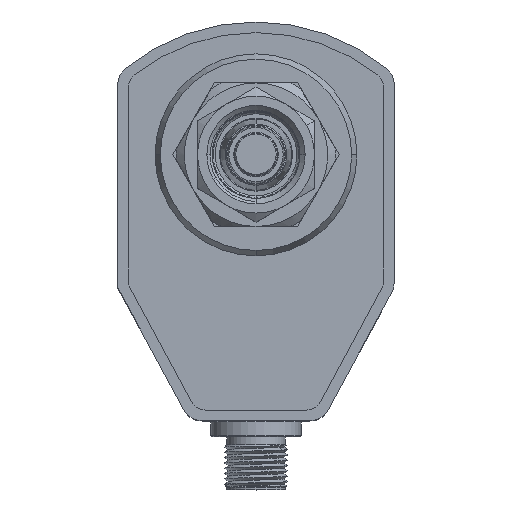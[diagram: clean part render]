
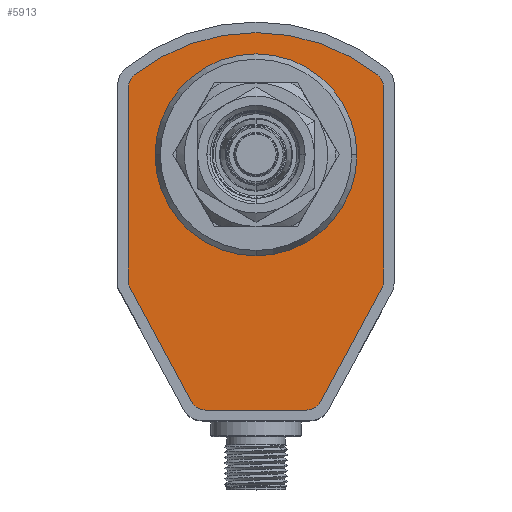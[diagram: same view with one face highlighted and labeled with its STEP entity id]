
A CAD part, top view. The second image highlights one B-rep face of the part: STEP entity #5913.
In plain terms, the highlighted planar face has unit normal (0, 0, 1).
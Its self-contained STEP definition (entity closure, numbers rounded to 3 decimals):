
#53 = EDGE_CURVE ( 'NONE', #20010, #28314, #6922, .T. ) ;
#68 = CIRCLE ( 'NONE', #6593, 3. ) ;
#177 = CIRCLE ( 'NONE', #16069, 19. ) ;
#872 = ORIENTED_EDGE ( 'NONE', *, *, #1191, .T. ) ;
#1191 = EDGE_CURVE ( 'NONE', #22539, #9978, #29124, .T. ) ;
#1460 = VERTEX_POINT ( 'NONE', #8003 ) ;
#1675 = CARTESIAN_POINT ( 'NONE',  ( 22.864, 40.035, 2. ) ) ;
#2200 = DIRECTION ( 'NONE',  ( 0., 1., 0. ) ) ;
#2291 = DIRECTION ( 'NONE',  ( -0.88, -0.475, 0. ) ) ;
#2442 = EDGE_CURVE ( 'NONE', #22981, #22539, #23602, .T. ) ;
#2652 = EDGE_CURVE ( 'NONE', #1460, #9192, #177, .T. ) ;
#2656 = DIRECTION ( 'NONE',  ( 0., 0., 1. ) ) ;
#2824 = VECTOR ( 'NONE', #2200, 1000. ) ;
#3088 = CARTESIAN_POINT ( 'NONE',  ( -24., 37.685, 2. ) ) ;
#3178 = AXIS2_PLACEMENT_3D ( 'NONE', #5006, #2656, #16499 ) ;
#3487 = VECTOR ( 'NONE', #15924, 1000. ) ;
#3905 = ORIENTED_EDGE ( 'NONE', *, *, #25570, .T. ) ;
#4230 = ORIENTED_EDGE ( 'NONE', *, *, #53, .T. ) ;
#4362 = EDGE_LOOP ( 'NONE', ( #28921, #15398, #21308 ) ) ;
#4625 = EDGE_CURVE ( 'NONE', #16945, #20010, #28810, .T. ) ;
#5006 = CARTESIAN_POINT ( 'NONE',  ( 21., 1.264, 2. ) ) ;
#5507 = EDGE_CURVE ( 'NONE', #19755, #16945, #10509, .T. ) ;
#5773 = DIRECTION ( 'NONE',  ( 1., 0., 0. ) ) ;
#5779 = CARTESIAN_POINT ( 'NONE',  ( -23.64, -0.162, 2. ) ) ;
#5787 = ORIENTED_EDGE ( 'NONE', *, *, #4625, .T. ) ;
#5913 = ADVANCED_FACE ( 'NONE', ( #13758, #29816 ), #5943, .T. ) ;
#5943 = PLANE ( 'NONE',  #21123 ) ;
#6156 = EDGE_CURVE ( 'NONE', #25273, #19755, #29105, .T. ) ;
#6585 = DIRECTION ( 'NONE',  ( 0., 0., 1. ) ) ;
#6593 = AXIS2_PLACEMENT_3D ( 'NONE', #13516, #6585, #27715 ) ;
#6890 = VERTEX_POINT ( 'NONE', #28498 ) ;
#6922 = CIRCLE ( 'NONE', #18357, 36.8 ) ;
#7359 = CIRCLE ( 'NONE', #15932, 3. ) ;
#8003 = CARTESIAN_POINT ( 'NONE',  ( -19., 25., 2. ) ) ;
#8485 = VERTEX_POINT ( 'NONE', #16307 ) ;
#8929 = AXIS2_PLACEMENT_3D ( 'NONE', #22184, #24934, #29427 ) ;
#9008 = VERTEX_POINT ( 'NONE', #9313 ) ;
#9192 = VERTEX_POINT ( 'NONE', #17528 ) ;
#9313 = CARTESIAN_POINT ( 'NONE',  ( 9.518, -23., 2. ) ) ;
#9364 = CARTESIAN_POINT ( 'NONE',  ( 23.64, -0.162, 2. ) ) ;
#9426 = DIRECTION ( 'NONE',  ( 0., 0., 1. ) ) ;
#9752 = CARTESIAN_POINT ( 'NONE',  ( 19., 25., 2. ) ) ;
#9978 = VERTEX_POINT ( 'NONE', #11292 ) ;
#10185 = CARTESIAN_POINT ( 'NONE',  ( -24., 37.685, 2. ) ) ;
#10493 = EDGE_CURVE ( 'NONE', #9192, #18642, #25094, .T. ) ;
#10509 = LINE ( 'NONE', #16115, #2824 ) ;
#10664 = ORIENTED_EDGE ( 'NONE', *, *, #25640, .T. ) ;
#11090 = CARTESIAN_POINT ( 'NONE',  ( 0., 11.2, 2. ) ) ;
#11191 = CARTESIAN_POINT ( 'NONE',  ( 12.157, -21.425, 2. ) ) ;
#11292 = CARTESIAN_POINT ( 'NONE',  ( -23.64, -0.162, 2. ) ) ;
#12371 = ORIENTED_EDGE ( 'NONE', *, *, #6156, .T. ) ;
#12484 = DIRECTION ( 'NONE',  ( -1., 0., 0. ) ) ;
#12677 = CARTESIAN_POINT ( 'NONE',  ( 0., 0., 2. ) ) ;
#13264 = DIRECTION ( 'NONE',  ( 0., 0., 1. ) ) ;
#13419 = LINE ( 'NONE', #5779, #19968 ) ;
#13428 = DIRECTION ( 'NONE',  ( 0.621, 0.784, 0. ) ) ;
#13516 = CARTESIAN_POINT ( 'NONE',  ( -21., 37.685, 2. ) ) ;
#13758 = FACE_OUTER_BOUND ( 'NONE', #18459, .T. ) ;
#13979 = CARTESIAN_POINT ( 'NONE',  ( 0., 25., 2. ) ) ;
#14432 = AXIS2_PLACEMENT_3D ( 'NONE', #26600, #17363, #5773 ) ;
#15300 = DIRECTION ( 'NONE',  ( 0., 0., 1. ) ) ;
#15306 = CARTESIAN_POINT ( 'NONE',  ( 21., 37.685, 2. ) ) ;
#15398 = ORIENTED_EDGE ( 'NONE', *, *, #10493, .F. ) ;
#15924 = DIRECTION ( 'NONE',  ( 0.475, 0.88, 0. ) ) ;
#15932 = AXIS2_PLACEMENT_3D ( 'NONE', #27804, #23241, #20452 ) ;
#16069 = AXIS2_PLACEMENT_3D ( 'NONE', #13979, #28097, #22883 ) ;
#16115 = CARTESIAN_POINT ( 'NONE',  ( 24., 1.264, 2. ) ) ;
#16307 = CARTESIAN_POINT ( 'NONE',  ( -9.518, -23., 2. ) ) ;
#16329 = ORIENTED_EDGE ( 'NONE', *, *, #21633, .T. ) ;
#16499 = DIRECTION ( 'NONE',  ( 0.88, -0.475, 0. ) ) ;
#16945 = VERTEX_POINT ( 'NONE', #25681 ) ;
#17342 = VECTOR ( 'NONE', #26578, 1000. ) ;
#17363 = DIRECTION ( 'NONE',  ( 0., 0., 1. ) ) ;
#17528 = CARTESIAN_POINT ( 'NONE',  ( 0., 6., 2. ) ) ;
#18114 = CIRCLE ( 'NONE', #29534, 3. ) ;
#18357 = AXIS2_PLACEMENT_3D ( 'NONE', #11090, #27422, #13428 ) ;
#18459 = EDGE_LOOP ( 'NONE', ( #10664, #27073, #872, #21398, #28524, #19925, #3905, #16329, #12371, #26824, #5787, #4230 ) ) ;
#18642 = VERTEX_POINT ( 'NONE', #9752 ) ;
#18664 = CARTESIAN_POINT ( 'NONE',  ( -9.518, -20., 2. ) ) ;
#18692 = CARTESIAN_POINT ( 'NONE',  ( -21., 1.264, 2. ) ) ;
#19755 = VERTEX_POINT ( 'NONE', #28021 ) ;
#19925 = ORIENTED_EDGE ( 'NONE', *, *, #26642, .T. ) ;
#19968 = VECTOR ( 'NONE', #22086, 1000. ) ;
#20005 = DIRECTION ( 'NONE',  ( 1., 0., 0. ) ) ;
#20007 = CARTESIAN_POINT ( 'NONE',  ( 12.157, -21.425, 2. ) ) ;
#20010 = VERTEX_POINT ( 'NONE', #1675 ) ;
#20452 = DIRECTION ( 'NONE',  ( 0., -1., 0. ) ) ;
#21123 = AXIS2_PLACEMENT_3D ( 'NONE', #12677, #15300, #20005 ) ;
#21308 = ORIENTED_EDGE ( 'NONE', *, *, #2652, .F. ) ;
#21398 = ORIENTED_EDGE ( 'NONE', *, *, #28456, .T. ) ;
#21633 = EDGE_CURVE ( 'NONE', #24496, #25273, #22090, .T. ) ;
#21686 = AXIS2_PLACEMENT_3D ( 'NONE', #15306, #13264, #27175 ) ;
#21933 = CARTESIAN_POINT ( 'NONE',  ( -9.518, -23., 2. ) ) ;
#22086 = DIRECTION ( 'NONE',  ( 0.475, -0.88, 0. ) ) ;
#22090 = LINE ( 'NONE', #11191, #3487 ) ;
#22184 = CARTESIAN_POINT ( 'NONE',  ( 0., 25., 2. ) ) ;
#22539 = VERTEX_POINT ( 'NONE', #23898 ) ;
#22883 = DIRECTION ( 'NONE',  ( -1., 0., 0. ) ) ;
#22981 = VERTEX_POINT ( 'NONE', #10185 ) ;
#23241 = DIRECTION ( 'NONE',  ( 0., 0., 1. ) ) ;
#23554 = CARTESIAN_POINT ( 'NONE',  ( -22.864, 40.035, 2. ) ) ;
#23602 = LINE ( 'NONE', #3088, #17342 ) ;
#23898 = CARTESIAN_POINT ( 'NONE',  ( -24., 1.264, 2. ) ) ;
#24496 = VERTEX_POINT ( 'NONE', #20007 ) ;
#24934 = DIRECTION ( 'NONE',  ( 0., 0., 1. ) ) ;
#25094 = CIRCLE ( 'NONE', #8929, 19. ) ;
#25273 = VERTEX_POINT ( 'NONE', #9364 ) ;
#25570 = EDGE_CURVE ( 'NONE', #9008, #24496, #7359, .T. ) ;
#25640 = EDGE_CURVE ( 'NONE', #28314, #22981, #68, .T. ) ;
#25681 = CARTESIAN_POINT ( 'NONE',  ( 24., 37.685, 2. ) ) ;
#25777 = DIRECTION ( 'NONE',  ( 0., 0., 1. ) ) ;
#26578 = DIRECTION ( 'NONE',  ( 0., -1., 0. ) ) ;
#26600 = CARTESIAN_POINT ( 'NONE',  ( 0., 25., 2. ) ) ;
#26642 = EDGE_CURVE ( 'NONE', #8485, #9008, #27764, .T. ) ;
#26659 = CIRCLE ( 'NONE', #14432, 19. ) ;
#26663 = DIRECTION ( 'NONE',  ( 1., 0., 0. ) ) ;
#26824 = ORIENTED_EDGE ( 'NONE', *, *, #5507, .T. ) ;
#27073 = ORIENTED_EDGE ( 'NONE', *, *, #2442, .T. ) ;
#27175 = DIRECTION ( 'NONE',  ( 1., 0., 0. ) ) ;
#27379 = EDGE_CURVE ( 'NONE', #18642, #1460, #26659, .T. ) ;
#27422 = DIRECTION ( 'NONE',  ( 0., 0., 1. ) ) ;
#27715 = DIRECTION ( 'NONE',  ( -0.621, 0.784, 0. ) ) ;
#27764 = LINE ( 'NONE', #21933, #29957 ) ;
#27804 = CARTESIAN_POINT ( 'NONE',  ( 9.518, -20., 2. ) ) ;
#28021 = CARTESIAN_POINT ( 'NONE',  ( 24., 1.264, 2. ) ) ;
#28097 = DIRECTION ( 'NONE',  ( 0., 0., 1. ) ) ;
#28314 = VERTEX_POINT ( 'NONE', #23554 ) ;
#28456 = EDGE_CURVE ( 'NONE', #9978, #6890, #13419, .T. ) ;
#28498 = CARTESIAN_POINT ( 'NONE',  ( -12.157, -21.425, 2. ) ) ;
#28524 = ORIENTED_EDGE ( 'NONE', *, *, #28637, .T. ) ;
#28637 = EDGE_CURVE ( 'NONE', #6890, #8485, #18114, .T. ) ;
#28810 = CIRCLE ( 'NONE', #21686, 3. ) ;
#28921 = ORIENTED_EDGE ( 'NONE', *, *, #27379, .F. ) ;
#29105 = CIRCLE ( 'NONE', #3178, 3. ) ;
#29124 = CIRCLE ( 'NONE', #29965, 3. ) ;
#29427 = DIRECTION ( 'NONE',  ( -1., 0., 0. ) ) ;
#29534 = AXIS2_PLACEMENT_3D ( 'NONE', #18664, #9426, #2291 ) ;
#29816 = FACE_BOUND ( 'NONE', #4362, .T. ) ;
#29957 = VECTOR ( 'NONE', #26663, 1000. ) ;
#29965 = AXIS2_PLACEMENT_3D ( 'NONE', #18692, #25777, #12484 ) ;
